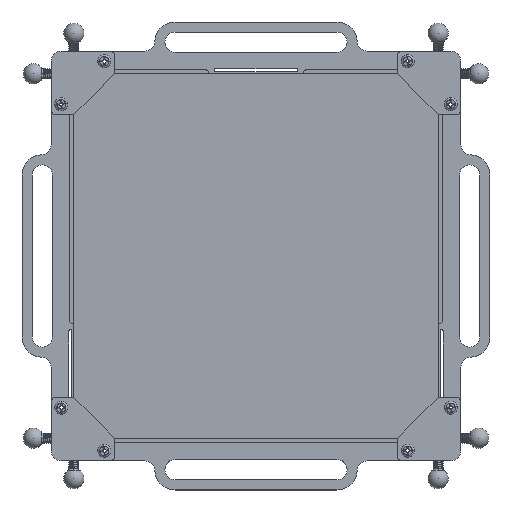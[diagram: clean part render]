
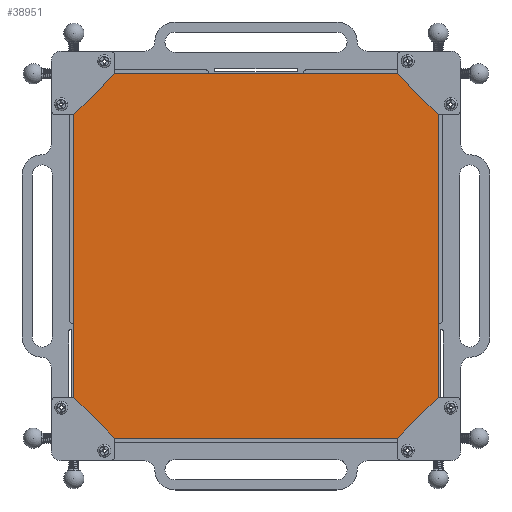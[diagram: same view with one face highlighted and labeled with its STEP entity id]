
A CAD part, top view. The second image highlights one B-rep face of the part: STEP entity #38951.
In plain terms, the highlighted planar face has unit normal (0, 0, 1).
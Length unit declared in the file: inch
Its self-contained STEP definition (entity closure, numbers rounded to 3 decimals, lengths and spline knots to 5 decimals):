
#427 = ORIENTED_EDGE ( 'NONE', *, *, #4910, .T. ) ;
#471 = DIRECTION ( 'NONE',  ( -1., 0., 0. ) ) ;
#1164 = VERTEX_POINT ( 'NONE', #4044 ) ;
#1680 = CARTESIAN_POINT ( 'NONE',  ( 4.5, 4.42126, 0.2138 ) ) ;
#1773 = AXIS2_PLACEMENT_3D ( 'NONE', #40493, #44030, #28174 ) ;
#1932 = CARTESIAN_POINT ( 'NONE',  ( -4.42126, -4.42126, 0.2138 ) ) ;
#1976 = CIRCLE ( 'NONE', #19035, 0.07874 ) ;
#2600 = CIRCLE ( 'NONE', #1773, 0.07874 ) ;
#4044 = CARTESIAN_POINT ( 'NONE',  ( 4.42126, -4.5, 0.2138 ) ) ;
#4408 = DIRECTION ( 'NONE',  ( -1., 0., 0. ) ) ;
#4634 = VECTOR ( 'NONE', #19860, 39.37008 ) ;
#4910 = EDGE_CURVE ( 'NONE', #40638, #23688, #1976, .T. ) ;
#6626 = ORIENTED_EDGE ( 'NONE', *, *, #24780, .T. ) ;
#7509 = EDGE_CURVE ( 'NONE', #11591, #40638, #35952, .T. ) ;
#7913 = EDGE_CURVE ( 'NONE', #30426, #41437, #14155, .T. ) ;
#8343 = CARTESIAN_POINT ( 'NONE',  ( -4.42126, 4.5, 0.2138 ) ) ;
#8656 = ORIENTED_EDGE ( 'NONE', *, *, #38888, .T. ) ;
#11591 = VERTEX_POINT ( 'NONE', #32932 ) ;
#11596 = CARTESIAN_POINT ( 'NONE',  ( 4.5, -4.5, 0.2138 ) ) ;
#12259 = ORIENTED_EDGE ( 'NONE', *, *, #20432, .T. ) ;
#12956 = CARTESIAN_POINT ( 'NONE',  ( -4.5, -4.5, 0.2138 ) ) ;
#14024 = PLANE ( 'NONE',  #42085 ) ;
#14155 = CIRCLE ( 'NONE', #43247, 0.07874 ) ;
#14607 = VERTEX_POINT ( 'NONE', #8343 ) ;
#18012 = FACE_OUTER_BOUND ( 'NONE', #35357, .T. ) ;
#18797 = CARTESIAN_POINT ( 'NONE',  ( -4.5, 4.5, 0.2138 ) ) ;
#19035 = AXIS2_PLACEMENT_3D ( 'NONE', #36868, #41425, #471 ) ;
#19860 = DIRECTION ( 'NONE',  ( 0., 1., 0. ) ) ;
#20432 = EDGE_CURVE ( 'NONE', #37388, #30426, #31391, .T. ) ;
#20682 = ORIENTED_EDGE ( 'NONE', *, *, #40467, .T. ) ;
#22022 = ORIENTED_EDGE ( 'NONE', *, *, #7913, .T. ) ;
#22752 = ORIENTED_EDGE ( 'NONE', *, *, #7509, .T. ) ;
#23603 = DIRECTION ( 'NONE',  ( 0., -1., 0. ) ) ;
#23688 = VERTEX_POINT ( 'NONE', #47531 ) ;
#24780 = EDGE_CURVE ( 'NONE', #14607, #37388, #40812, .T. ) ;
#24982 = DIRECTION ( 'NONE',  ( 0., 0., 1. ) ) ;
#25458 = DIRECTION ( 'NONE',  ( 0., 0., 1. ) ) ;
#27381 = LINE ( 'NONE', #18797, #33306 ) ;
#28174 = DIRECTION ( 'NONE',  ( -1., 0., 0. ) ) ;
#28330 = CARTESIAN_POINT ( 'NONE',  ( 0., 0., 0.2138 ) ) ;
#29699 = AXIS2_PLACEMENT_3D ( 'NONE', #50197, #24982, #4408 ) ;
#29836 = CARTESIAN_POINT ( 'NONE',  ( -4.5, 4.42126, 0.2138 ) ) ;
#30080 = DIRECTION ( 'NONE',  ( 1., 0., 0. ) ) ;
#30426 = VERTEX_POINT ( 'NONE', #34909 ) ;
#31301 = CARTESIAN_POINT ( 'NONE',  ( -4.42126, -4.5, 0.2138 ) ) ;
#31391 = LINE ( 'NONE', #34897, #45532 ) ;
#32932 = CARTESIAN_POINT ( 'NONE',  ( 4.5, -4.42126, 0.2138 ) ) ;
#33306 = VECTOR ( 'NONE', #43745, 39.37008 ) ;
#34897 = CARTESIAN_POINT ( 'NONE',  ( -4.5, -4.5, 0.2138 ) ) ;
#34909 = CARTESIAN_POINT ( 'NONE',  ( -4.5, -4.42126, 0.2138 ) ) ;
#35357 = EDGE_LOOP ( 'NONE', ( #8656, #44739, #22752, #427, #20682, #6626, #12259, #22022 ) ) ;
#35952 = LINE ( 'NONE', #11596, #4634 ) ;
#36868 = CARTESIAN_POINT ( 'NONE',  ( 4.42126, 4.42126, 0.2138 ) ) ;
#37388 = VERTEX_POINT ( 'NONE', #29836 ) ;
#37659 = EDGE_CURVE ( 'NONE', #1164, #11591, #2600, .T. ) ;
#38888 = EDGE_CURVE ( 'NONE', #41437, #1164, #42674, .T. ) ;
#38951 = ADVANCED_FACE ( 'NONE', ( #18012 ), #14024, .F. ) ;
#39862 = DIRECTION ( 'NONE',  ( 0., 0., -1. ) ) ;
#40467 = EDGE_CURVE ( 'NONE', #23688, #14607, #27381, .T. ) ;
#40493 = CARTESIAN_POINT ( 'NONE',  ( 4.42126, -4.42126, 0.2138 ) ) ;
#40638 = VERTEX_POINT ( 'NONE', #1680 ) ;
#40812 = CIRCLE ( 'NONE', #29699, 0.07874 ) ;
#41425 = DIRECTION ( 'NONE',  ( 0., 0., 1. ) ) ;
#41437 = VERTEX_POINT ( 'NONE', #31301 ) ;
#42085 = AXIS2_PLACEMENT_3D ( 'NONE', #28330, #39862, #44730 ) ;
#42674 = LINE ( 'NONE', #12956, #48912 ) ;
#43247 = AXIS2_PLACEMENT_3D ( 'NONE', #1932, #25458, #50942 ) ;
#43745 = DIRECTION ( 'NONE',  ( -1., 0., 0. ) ) ;
#44030 = DIRECTION ( 'NONE',  ( 0., 0., 1. ) ) ;
#44730 = DIRECTION ( 'NONE',  ( -1., 0., 0. ) ) ;
#44739 = ORIENTED_EDGE ( 'NONE', *, *, #37659, .T. ) ;
#45532 = VECTOR ( 'NONE', #23603, 39.37008 ) ;
#47531 = CARTESIAN_POINT ( 'NONE',  ( 4.42126, 4.5, 0.2138 ) ) ;
#48912 = VECTOR ( 'NONE', #30080, 39.37008 ) ;
#50197 = CARTESIAN_POINT ( 'NONE',  ( -4.42126, 4.42126, 0.2138 ) ) ;
#50942 = DIRECTION ( 'NONE',  ( -1., 0., 0. ) ) ;
